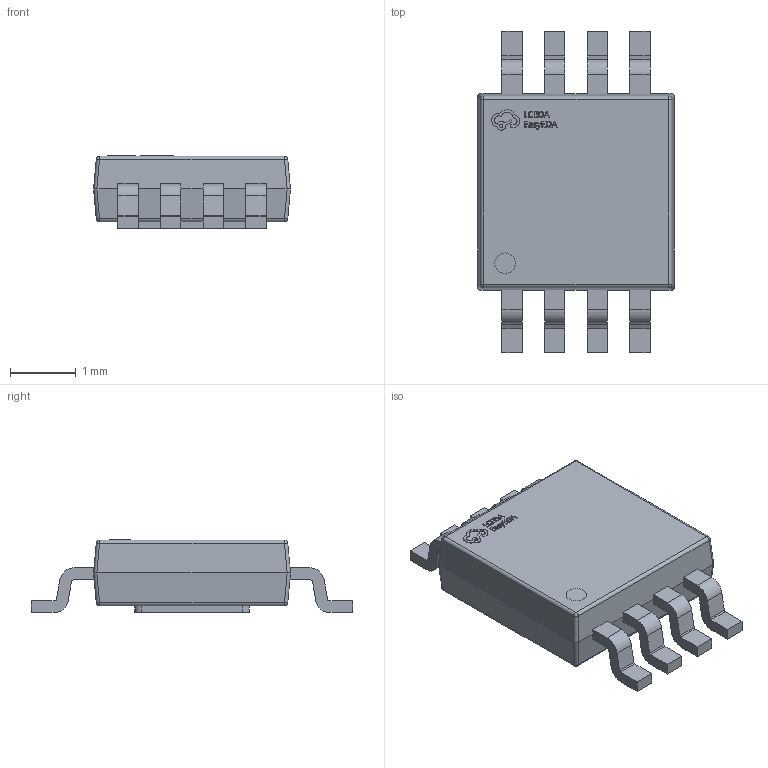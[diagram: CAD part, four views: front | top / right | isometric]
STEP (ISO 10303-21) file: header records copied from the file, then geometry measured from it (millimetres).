
FILE_DESCRIPTION (( 'STEP AP214' ), '1' );
FILE_NAME ('MSOP-8_L3.0-W3.0-P0.65-LS4.9-BL-EP-1.STEP', '2022-07-28T03:19:17', ( 'PC' ), ( 'Microsoft' ), 'SwSTEP 2.0', 'SolidWorks 2020', '' );
FILE_SCHEMA (( 'AUTOMOTIVE_DESIGN' ));
Length unit declared in the file: millimetre
Products named in the file (1): MSOP-8_L3.0-W3.0-P0.65-LS4.9-BL-EP-1
Bounding box: 3 x 4.9 x 1.11 mm (x, y, z)
Volume: 9.7 mm3; surface area: 39.4 mm2
Topology: 1 solids, 1 shells, 374 faces, 1021 edges, 670 vertices
Faces by surface type: plane 214, bspline 98, cylinder 54, sphere 8
Entity records: 16389 total; most frequent: CARTESIAN_POINT 3384, ORIENTED_EDGE 2042, DIRECTION 1471, EDGE_CURVE 1021, LINE 717, VECTOR 717, VERTEX_POINT 670, EDGE_LOOP 395
